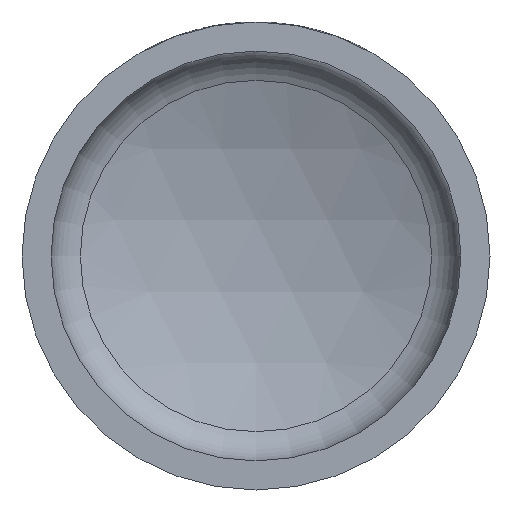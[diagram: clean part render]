
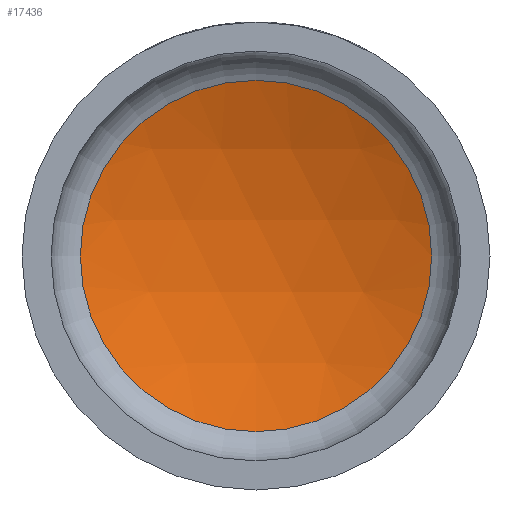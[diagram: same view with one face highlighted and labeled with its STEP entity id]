
A CAD part, front view. The second image highlights one B-rep face of the part: STEP entity #17436.
In plain terms, the highlighted spherical face has radius 48.3 mm.
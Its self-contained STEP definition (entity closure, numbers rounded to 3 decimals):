
#2649 = DIRECTION ( 'NONE',  ( 0., -1., 0. ) ) ;
#3260 = AXIS2_PLACEMENT_3D ( 'NONE', #9931, #2649, #12963 ) ;
#3287 = DIRECTION ( 'NONE',  ( 1., 0., 0. ) ) ;
#4325 = CIRCLE ( 'NONE', #3260, 18.133 ) ;
#4714 = CARTESIAN_POINT ( 'NONE',  ( 0., -28.29, 0. ) ) ;
#7088 = EDGE_LOOP ( 'NONE', ( #7676 ) ) ;
#7676 = ORIENTED_EDGE ( 'NONE', *, *, #10287, .T. ) ;
#9931 = CARTESIAN_POINT ( 'NONE',  ( 0., 16.477, 0. ) ) ;
#10287 = EDGE_CURVE ( 'NONE', #15466, #15466, #4325, .T. ) ;
#11970 = DIRECTION ( 'NONE',  ( 0., 0., 1. ) ) ;
#12440 = CARTESIAN_POINT ( 'NONE',  ( 0., 16.477, -18.133 ) ) ;
#12963 = DIRECTION ( 'NONE',  ( 0., 0., -1. ) ) ;
#13181 = AXIS2_PLACEMENT_3D ( 'NONE', #4714, #11970, #3287 ) ;
#13871 = SPHERICAL_SURFACE ( 'NONE', #13181, 48.3 ) ;
#14093 = FACE_OUTER_BOUND ( 'NONE', #7088, .T. ) ;
#15466 = VERTEX_POINT ( 'NONE', #12440 ) ;
#17436 = ADVANCED_FACE ( 'NONE', ( #14093 ), #13871, .F. ) ;
